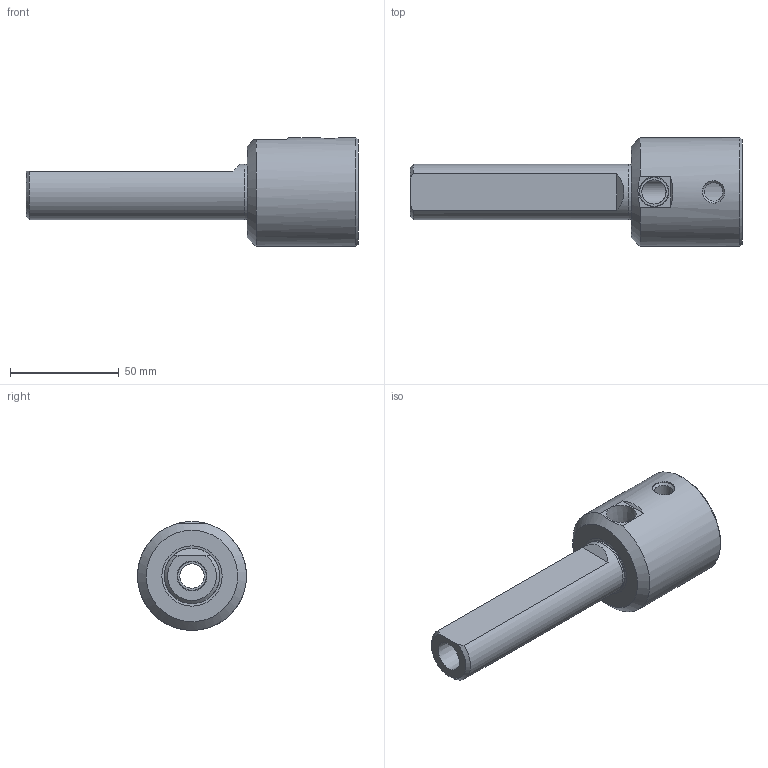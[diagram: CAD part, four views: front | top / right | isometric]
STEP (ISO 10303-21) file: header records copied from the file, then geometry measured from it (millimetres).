
FILE_DESCRIPTION (( 'STEP AP203' ), '1' );
FILE_NAME ('11.361.052.stp', '2018-08-02T13:41:24', ( '' ), ( '' ), 'SwSTEP 2.0', 'SolidWorks 2018', '' );
FILE_SCHEMA (( 'CONFIG_CONTROL_DESIGN' ));
Length unit declared in the file: millimetre
Products named in the file (1): 11.361.052
Bounding box: 152.4 x 50 x 50 mm (x, y, z)
Volume: 109114.1 mm3; surface area: 27063.1 mm2
Topology: 1 solids, 1 shells, 46 faces, 114 edges, 72 vertices
Faces by surface type: plane 20, cone 14, cylinder 10, torus 1, bspline 1
Full cylindrical faces by diameter (mm): 8.5 x1, 10.3 x1, 11.125 x2, 25.39 x1, 28 x1, 28.5 x1, 50 x1
Entity records: 1647 total; most frequent: CARTESIAN_POINT 626, DIRECTION 193, ORIENTED_EDGE 172, EDGE_CURVE 86, AXIS2_PLACEMENT_3D 81, EDGE_LOOP 74, VERTEX_POINT 64, FACE_OUTER_BOUND 56
